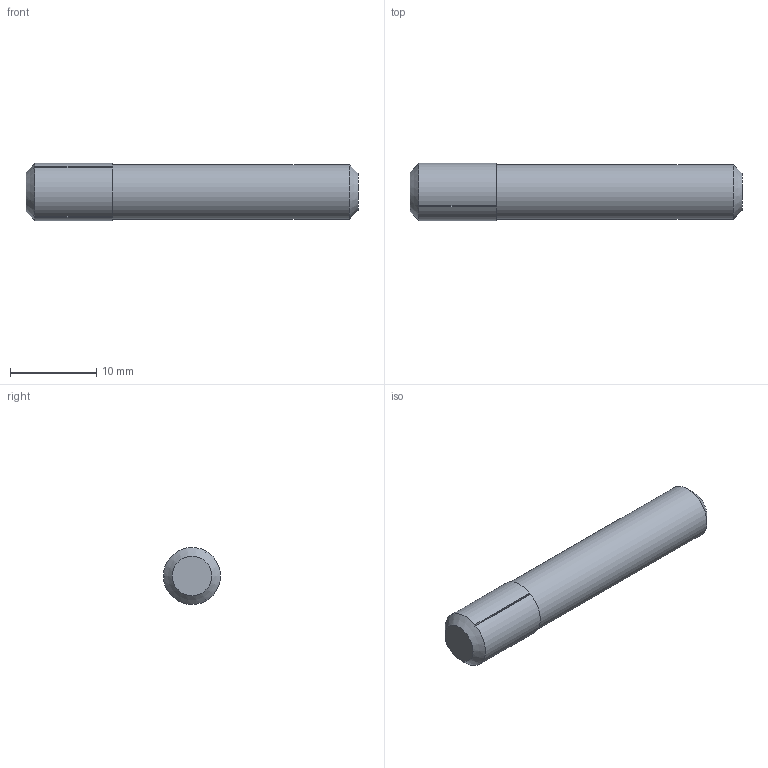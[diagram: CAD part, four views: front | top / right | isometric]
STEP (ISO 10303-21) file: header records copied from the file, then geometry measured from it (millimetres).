
FILE_DESCRIPTION(/* description */ ('CAM ARM PIN, FOR 1-1/2" & 2" CAM COUPLERS'),/* implementation_level */ '2;1');
FILE_NAME(/* name */ '200P.stp',/* time_stamp */ '2022-10-20T14:53:00-04:00',/* author */ ('ETQ'),/* organization */ (''),/* preprocessor_version */ 'ST-DEVELOPER v18.1',/* originating_system */ 'Autodesk Inventor 2022',/* authorisation */ '');
FILE_SCHEMA (('AUTOMOTIVE_DESIGN { 1 0 10303 214 3 1 1 }'));
Length unit declared in the file: inch
Products named in the file (1): 200P
Bounding box: 38.4 x 6.6 x 6.6 mm (x, y, z)
Volume: 1215.8 mm3; surface area: 817.8 mm2
Topology: 1 solids, 1 shells, 17 faces, 38 edges, 23 vertices
Faces by surface type: plane 11, cylinder 4, cone 2
Full cylindrical faces by diameter (mm): 6.325 x1
Entity records: 509 total; most frequent: CARTESIAN_POINT 91, DIRECTION 82, ORIENTED_EDGE 76, EDGE_CURVE 38, AXIS2_PLACEMENT_3D 32, VERTEX_POINT 23, LINE 18, VECTOR 18
